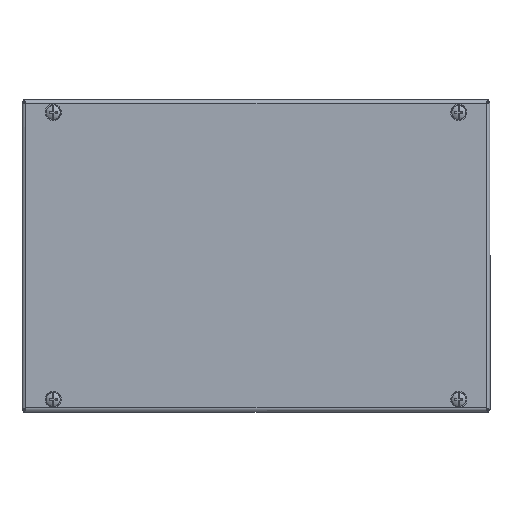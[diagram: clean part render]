
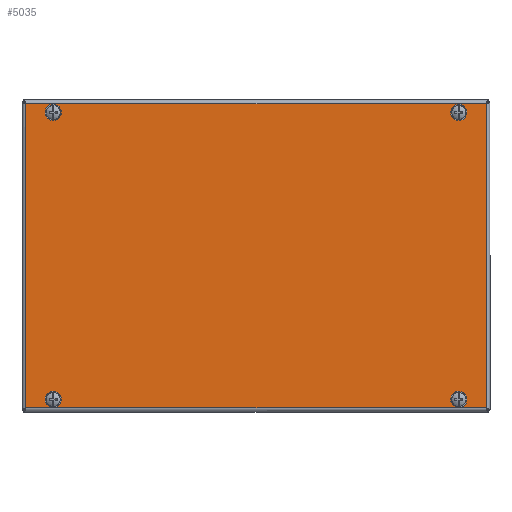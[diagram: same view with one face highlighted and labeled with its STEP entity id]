
A CAD part, top view. The second image highlights one B-rep face of the part: STEP entity #5035.
In plain terms, the highlighted face is planar.
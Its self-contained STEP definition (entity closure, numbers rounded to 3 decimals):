
#603 = ORIENTED_EDGE ( 'NONE', *, *, #13075, .T. ) ;
#735 = VERTEX_POINT ( 'NONE', #9549 ) ;
#874 = DIRECTION ( 'NONE',  ( -1., 0., 0. ) ) ;
#957 = ORIENTED_EDGE ( 'NONE', *, *, #7233, .T. ) ;
#1004 = EDGE_LOOP ( 'NONE', ( #14214 ) ) ;
#1076 = VERTEX_POINT ( 'NONE', #13692 ) ;
#1222 = DIRECTION ( 'NONE',  ( 0., 0., -1. ) ) ;
#1293 = CARTESIAN_POINT ( 'NONE',  ( -130., -92., 0. ) ) ;
#1346 = DIRECTION ( 'NONE',  ( -1., 0., 0. ) ) ;
#1364 = CARTESIAN_POINT ( 'NONE',  ( 148.743, -97.5, 0. ) ) ;
#1389 = ORIENTED_EDGE ( 'NONE', *, *, #8189, .T. ) ;
#1785 = DIRECTION ( 'NONE',  ( 1., 0., 0. ) ) ;
#1807 = DIRECTION ( 'NONE',  ( 0., 0., -1. ) ) ;
#1817 = CARTESIAN_POINT ( 'NONE',  ( -130., 92., 0. ) ) ;
#2747 = EDGE_CURVE ( 'NONE', #735, #735, #7269, .T. ) ;
#3097 = AXIS2_PLACEMENT_3D ( 'NONE', #11676, #11660, #11635 ) ;
#3530 = ORIENTED_EDGE ( 'NONE', *, *, #2747, .F. ) ;
#4127 = EDGE_LOOP ( 'NONE', ( #12784 ) ) ;
#4468 = CIRCLE ( 'NONE', #3097, 4. ) ;
#4605 = EDGE_LOOP ( 'NONE', ( #6670 ) ) ;
#4634 = AXIS2_PLACEMENT_3D ( 'NONE', #1293, #1222, #874 ) ;
#5035 = ADVANCED_FACE ( 'NONE', ( #13225, #11093, #15947, #15484, #15271 ), #13474, .F. ) ;
#5352 = EDGE_LOOP ( 'NONE', ( #957, #8475, #1389, #603 ) ) ;
#5406 = CARTESIAN_POINT ( 'NONE',  ( 147.5, 97.5, 0. ) ) ;
#5599 = AXIS2_PLACEMENT_3D ( 'NONE', #15488, #15485, #15462 ) ;
#6423 = CARTESIAN_POINT ( 'NONE',  ( -147.5, -98.743, 0. ) ) ;
#6670 = ORIENTED_EDGE ( 'NONE', *, *, #11302, .F. ) ;
#7233 = EDGE_CURVE ( 'NONE', #1076, #11643, #14556, .T. ) ;
#7269 = CIRCLE ( 'NONE', #5599, 4. ) ;
#7297 = CARTESIAN_POINT ( 'NONE',  ( -147.5, -97.5, 0. ) ) ;
#7707 = CARTESIAN_POINT ( 'NONE',  ( -147.5, 97.5, 0. ) ) ;
#7928 = CARTESIAN_POINT ( 'NONE',  ( -126., 92., 0. ) ) ;
#8189 = EDGE_CURVE ( 'NONE', #13818, #11795, #14237, .T. ) ;
#8436 = DIRECTION ( 'NONE',  ( 0., 1., 0. ) ) ;
#8475 = ORIENTED_EDGE ( 'NONE', *, *, #10547, .T. ) ;
#8589 = CARTESIAN_POINT ( 'NONE',  ( 126., 92., 0. ) ) ;
#8634 = CARTESIAN_POINT ( 'NONE',  ( -134., -92., 0. ) ) ;
#8756 = AXIS2_PLACEMENT_3D ( 'NONE', #1817, #1807, #1785 ) ;
#9345 = VERTEX_POINT ( 'NONE', #8634 ) ;
#9549 = CARTESIAN_POINT ( 'NONE',  ( 134., -92., 0. ) ) ;
#9787 = DIRECTION ( 'NONE',  ( 1., 0., 0. ) ) ;
#9962 = CARTESIAN_POINT ( 'NONE',  ( -148.743, 97.5, 0. ) ) ;
#10049 = CIRCLE ( 'NONE', #4634, 4. ) ;
#10347 = CIRCLE ( 'NONE', #8756, 4. ) ;
#10407 = AXIS2_PLACEMENT_3D ( 'NONE', #13565, #13357, #13340 ) ;
#10547 = EDGE_CURVE ( 'NONE', #11643, #13818, #10808, .T. ) ;
#10602 = VECTOR ( 'NONE', #8436, 1000. ) ;
#10708 = EDGE_CURVE ( 'NONE', #9345, #9345, #10049, .T. ) ;
#10808 = LINE ( 'NONE', #6423, #10602 ) ;
#11093 = FACE_BOUND ( 'NONE', #4127, .T. ) ;
#11302 = EDGE_CURVE ( 'NONE', #16101, #16101, #4468, .T. ) ;
#11635 = DIRECTION ( 'NONE',  ( -1., 0., 0. ) ) ;
#11643 = VERTEX_POINT ( 'NONE', #7297 ) ;
#11660 = DIRECTION ( 'NONE',  ( 0., 0., -1. ) ) ;
#11676 = CARTESIAN_POINT ( 'NONE',  ( 130., 92., 0. ) ) ;
#11795 = VERTEX_POINT ( 'NONE', #5406 ) ;
#12784 = ORIENTED_EDGE ( 'NONE', *, *, #10708, .F. ) ;
#13075 = EDGE_CURVE ( 'NONE', #11795, #1076, #15024, .T. ) ;
#13225 = FACE_BOUND ( 'NONE', #13979, .T. ) ;
#13340 = DIRECTION ( 'NONE',  ( 1., 0., 0. ) ) ;
#13357 = DIRECTION ( 'NONE',  ( 0., 0., 1. ) ) ;
#13474 = PLANE ( 'NONE',  #10407 ) ;
#13530 = CARTESIAN_POINT ( 'NONE',  ( 147.5, 98.743, 0. ) ) ;
#13555 = DIRECTION ( 'NONE',  ( 0., -1., 0. ) ) ;
#13565 = CARTESIAN_POINT ( 'NONE',  ( -150., 100., 0. ) ) ;
#13692 = CARTESIAN_POINT ( 'NONE',  ( 147.5, -97.5, 0. ) ) ;
#13818 = VERTEX_POINT ( 'NONE', #7707 ) ;
#13829 = VECTOR ( 'NONE', #9787, 1000. ) ;
#13979 = EDGE_LOOP ( 'NONE', ( #3530 ) ) ;
#14214 = ORIENTED_EDGE ( 'NONE', *, *, #14478, .F. ) ;
#14237 = LINE ( 'NONE', #9962, #13829 ) ;
#14478 = EDGE_CURVE ( 'NONE', #15647, #15647, #10347, .T. ) ;
#14556 = LINE ( 'NONE', #1364, #14726 ) ;
#14726 = VECTOR ( 'NONE', #1346, 1000. ) ;
#14976 = VECTOR ( 'NONE', #13555, 1000. ) ;
#15024 = LINE ( 'NONE', #13530, #14976 ) ;
#15271 = FACE_OUTER_BOUND ( 'NONE', #5352, .T. ) ;
#15462 = DIRECTION ( 'NONE',  ( 1., 0., 0. ) ) ;
#15484 = FACE_BOUND ( 'NONE', #4605, .T. ) ;
#15485 = DIRECTION ( 'NONE',  ( 0., 0., -1. ) ) ;
#15488 = CARTESIAN_POINT ( 'NONE',  ( 130., -92., 0. ) ) ;
#15647 = VERTEX_POINT ( 'NONE', #7928 ) ;
#15947 = FACE_BOUND ( 'NONE', #1004, .T. ) ;
#16101 = VERTEX_POINT ( 'NONE', #8589 ) ;
